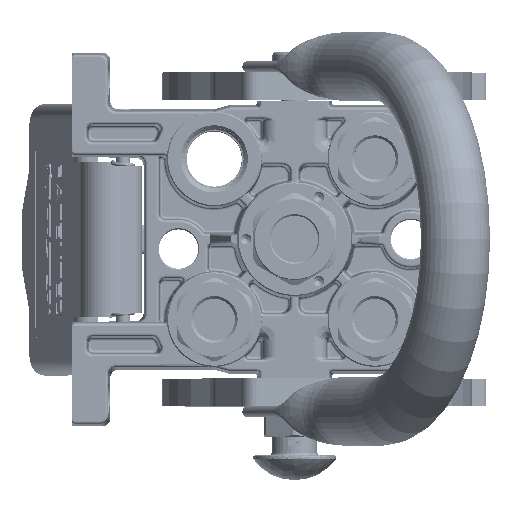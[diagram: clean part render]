
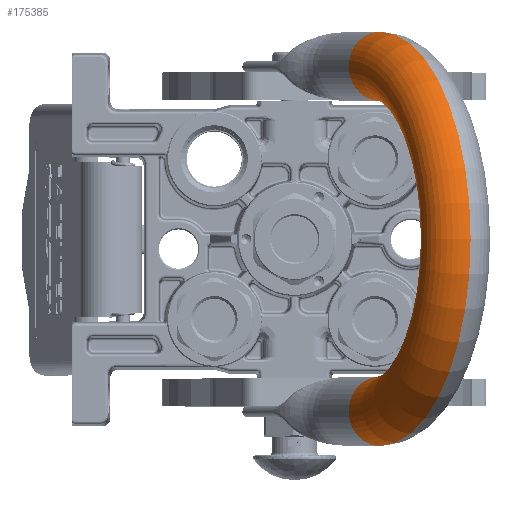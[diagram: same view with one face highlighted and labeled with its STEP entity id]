
A CAD part, top view. The second image highlights one B-rep face of the part: STEP entity #175385.
In plain terms, the highlighted toroidal (fillet/blend) face has major radius 62.25 mm and minor radius 12.5 mm.
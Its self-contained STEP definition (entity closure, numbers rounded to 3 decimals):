
#9144 = VERTEX_POINT ( 'NONE', #183190 ) ;
#10087 = VERTEX_POINT ( 'NONE', #33371 ) ;
#11714 = CARTESIAN_POINT ( 'NONE',  ( 0., 0., 25.25 ) ) ;
#15997 = VERTEX_POINT ( 'NONE', #156969 ) ;
#19515 = DIRECTION ( 'NONE',  ( 0., 1., 0. ) ) ;
#22571 = AXIS2_PLACEMENT_3D ( 'NONE', #126315, #157767, #162668 ) ;
#23354 = EDGE_CURVE ( 'NONE', #15997, #84887, #192531, .T. ) ;
#25544 = FACE_OUTER_BOUND ( 'NONE', #57747, .T. ) ;
#33371 = CARTESIAN_POINT ( 'NONE',  ( -74.75, 0., 25.25 ) ) ;
#41040 = DIRECTION ( 'NONE',  ( -1., 0., 0. ) ) ;
#41633 = CIRCLE ( 'NONE', #198276, 74.75 ) ;
#42271 = CARTESIAN_POINT ( 'NONE',  ( 49.75, 0., 25.25 ) ) ;
#43286 = DIRECTION ( 'NONE',  ( 0., 0., -1. ) ) ;
#47456 = EDGE_CURVE ( 'NONE', #10087, #15997, #58418, .T. ) ;
#54153 = AXIS2_PLACEMENT_3D ( 'NONE', #102069, #118099, #134194 ) ;
#57747 = EDGE_LOOP ( 'NONE', ( #154970, #73028, #114764, #203741 ) ) ;
#58418 = CIRCLE ( 'NONE', #22571, 12.5 ) ;
#59374 = DIRECTION ( 'NONE',  ( 1., 0., 0. ) ) ;
#70485 = AXIS2_PLACEMENT_3D ( 'NONE', #131131, #19515, #179346 ) ;
#73028 = ORIENTED_EDGE ( 'NONE', *, *, #108290, .F. ) ;
#79835 = EDGE_CURVE ( 'NONE', #10087, #9144, #41633, .T. ) ;
#84887 = VERTEX_POINT ( 'NONE', #42271 ) ;
#102069 = CARTESIAN_POINT ( 'NONE',  ( 0., 0., 25.25 ) ) ;
#105535 = CIRCLE ( 'NONE', #118203, 12.5 ) ;
#106650 = DIRECTION ( 'NONE',  ( 0., 1., 0. ) ) ;
#108290 = EDGE_CURVE ( 'NONE', #9144, #84887, #105535, .T. ) ;
#114764 = ORIENTED_EDGE ( 'NONE', *, *, #79835, .F. ) ;
#118099 = DIRECTION ( 'NONE',  ( 0., 1., 0. ) ) ;
#118203 = AXIS2_PLACEMENT_3D ( 'NONE', #138976, #43286, #59374 ) ;
#126315 = CARTESIAN_POINT ( 'NONE',  ( -62.25, 0., 25.25 ) ) ;
#131131 = CARTESIAN_POINT ( 'NONE',  ( 0., 0., 25.25 ) ) ;
#134194 = DIRECTION ( 'NONE',  ( 1., 0., 0. ) ) ;
#138976 = CARTESIAN_POINT ( 'NONE',  ( 62.25, 0., 25.25 ) ) ;
#154970 = ORIENTED_EDGE ( 'NONE', *, *, #23354, .T. ) ;
#156969 = CARTESIAN_POINT ( 'NONE',  ( -49.75, 0., 25.25 ) ) ;
#157767 = DIRECTION ( 'NONE',  ( 0., 0., 1. ) ) ;
#157954 = TOROIDAL_SURFACE ( 'NONE', #54153, 62.25, 12.5 ) ;
#162668 = DIRECTION ( 'NONE',  ( -1., 0., 0. ) ) ;
#175385 = ADVANCED_FACE ( 'NONE', ( #25544 ), #157954, .T. ) ;
#179346 = DIRECTION ( 'NONE',  ( -1., 0., 0. ) ) ;
#183190 = CARTESIAN_POINT ( 'NONE',  ( 74.75, 0., 25.25 ) ) ;
#192531 = CIRCLE ( 'NONE', #70485, 49.75 ) ;
#198276 = AXIS2_PLACEMENT_3D ( 'NONE', #11714, #106650, #41040 ) ;
#203741 = ORIENTED_EDGE ( 'NONE', *, *, #47456, .T. ) ;
